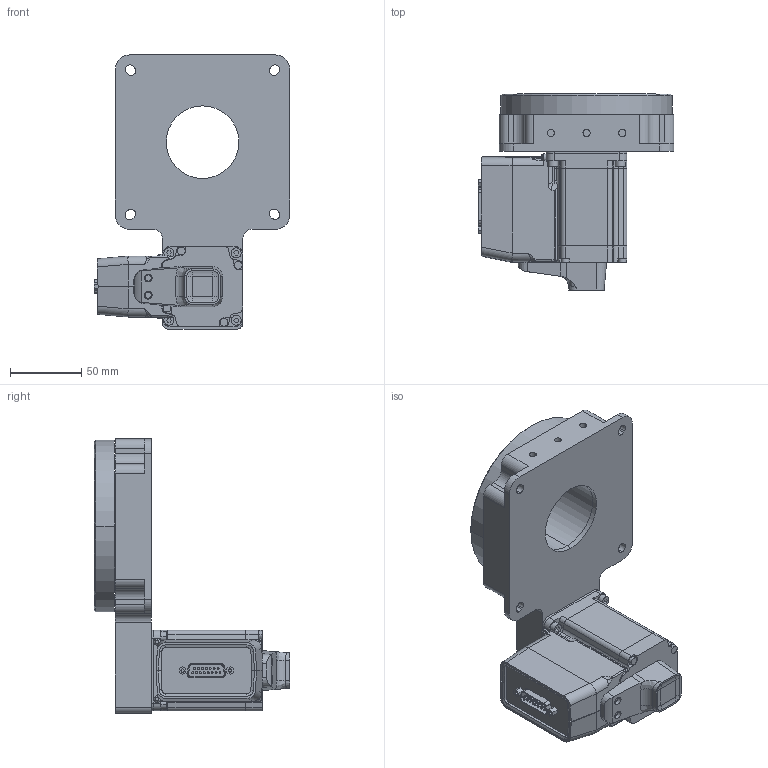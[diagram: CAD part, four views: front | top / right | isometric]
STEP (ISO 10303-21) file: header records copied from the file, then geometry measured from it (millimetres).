
FILE_DESCRIPTION (( 'STEP AP203' ), '1' );
FILE_NAME ('RSB120xB-E08T3A.step', '2023-05-30T18:48:29', ( '' ), ( '' ), 'SwSTEP 2.0', 'SolidWorks 2019', '' );
FILE_SCHEMA (( 'CONFIG_CONTROL_DESIGN' ));
Length unit declared in the file: millimetre
Products named in the file (4): RSB120_top^RSB120; RSB120_base^RSB120_RSB120; RSB120_motor^RSB120_RSB-E08T3A; RSB120xB-E08T3A
Assembly tree (3 placements, depth 2):
  RSB120xB-E08T3A
    RSB120_base^RSB120_RSB120
    RSB120_top^RSB120
    RSB120_motor^RSB120_RSB-E08T3A
Bounding box: 136.76 x 136.9 x 191.7 mm (x, y, z)
Volume: 900672.7 mm3; surface area: 178307.7 mm2
Topology: 32 solids, 32 shells, 815 faces, 1987 edges, 1300 vertices
Faces by surface type: plane 417, cylinder 334, cone 36, bspline 20, torus 8
Entity records: 25702 total; most frequent: CARTESIAN_POINT 5835, DIRECTION 4143, ORIENTED_EDGE 3942, EDGE_CURVE 1971, AXIS2_PLACEMENT_3D 1509, VERTEX_POINT 1300, VECTOR 1125, LINE 1125
